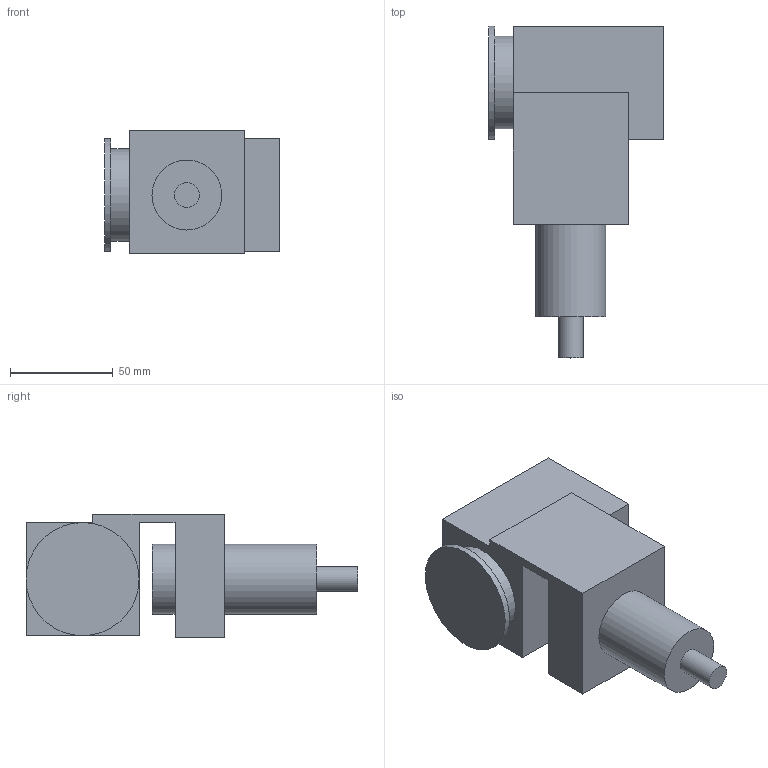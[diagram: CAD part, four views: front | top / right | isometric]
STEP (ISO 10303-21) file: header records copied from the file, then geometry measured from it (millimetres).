
FILE_DESCRIPTION((''),'2;1');
FILE_NAME('PK005639-U.stp','2009-03-10T10:42:33',('usleber'),(''),'Autodesk Inventor 11','Autodesk Inventor 11','');
FILE_SCHEMA(('AUTOMOTIVE_DESIGN { 1 0 10303 214 1 1 1 1 }'));
Length unit declared in the file: millimetre
Products named in the file (1): PK005639-U
Bounding box: 85 x 161.5 x 60 mm (x, y, z)
Volume: 381388.3 mm3; surface area: 47142.6 mm2
Topology: 1 solids, 1 shells, 25 faces, 52 edges, 35 vertices
Faces by surface type: plane 18, cylinder 5, bspline 2
Full cylindrical faces by diameter (mm): 12 x1, 34 x2, 45 x1, 55 x1
Entity records: 654 total; most frequent: CARTESIAN_POINT 123, DIRECTION 104, ORIENTED_EDGE 88, EDGE_CURVE 44, EDGE_LOOP 37, AXIS2_PLACEMENT_3D 36, VERTEX_POINT 33, VECTOR 32
